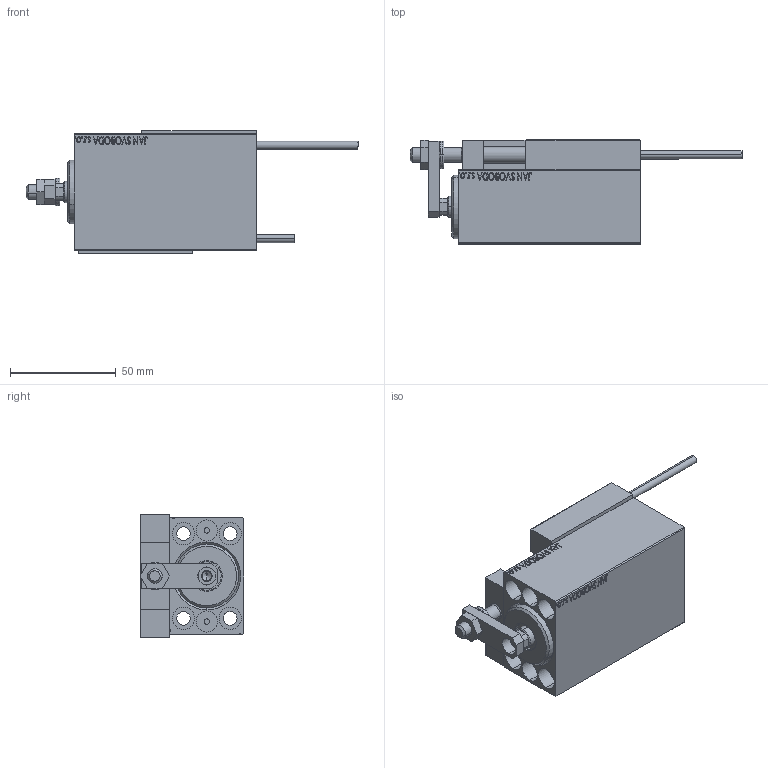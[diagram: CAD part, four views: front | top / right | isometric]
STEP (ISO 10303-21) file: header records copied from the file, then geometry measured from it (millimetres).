
FILE_DESCRIPTION (( 'STEP AP203' ), '1' );
FILE_NAME ('55f7.STEP', '2024-02-12T12:27:01', ( '' ), ( '' ), 'SwSTEP 2.0', 'SolidWorks 2019', '' );
FILE_SCHEMA (( 'CONFIG_CONTROL_DESIGN' ));
Length unit declared in the file: millimetre
Products named in the file (15): 55f7; NUT_D12 e9acdbacd4612be6c1d2c2e8af87bf4e; TYC_L79 e9acdbacd4612be6c1d2c2e8af87bf4e; SWITCH X e9acdbacd4612be6c1d2c2e8af87bf4e; V450CM_C_VCP e9acdbacd4612be6c1d2c2e8af87bf4e; ZARAZKA e9acdbacd4612be6c1d2c2e8af87bf4e; V450CM_C_Body e9acdbacd4612be6c1d2c2e8af87bf4e; SWITCH_X_FRONT_BACK e9acdbacd4612be6c1d2c2e8af87bf4e; ALLEN BOLT D8 e9acdbacd4612be6c1d2c2e8af87bf4e; MAGNET e9acdbacd4612be6c1d2c2e8af87bf4e; ALLEN BOLT D5 e9acdbacd4612be6c1d2c2e8af87bf4e; KONCOVKA e9acdbacd4612be6c1d2c2e8af87bf4e; Block e9acdbacd4612be6c1d2c2e8af87bf4e; V450CM_VC_B e9acdbacd4612be6c1d2c2e8af87bf4e; SWITCH DIM B,W e9acdbacd4612be6c1d2c2e8af87bf4e
Assembly tree (24 placements, depth 3):
  55f7
    V450CM_C_Body e9acdbacd4612be6c1d2c2e8af87bf4e
    SWITCH X e9acdbacd4612be6c1d2c2e8af87bf4e
      SWITCH_X_FRONT_BACK e9acdbacd4612be6c1d2c2e8af87bf4e  x2
      TYC_L79 e9acdbacd4612be6c1d2c2e8af87bf4e
      Block e9acdbacd4612be6c1d2c2e8af87bf4e  x2
      ALLEN BOLT D5 e9acdbacd4612be6c1d2c2e8af87bf4e  x4
      ALLEN BOLT D8 e9acdbacd4612be6c1d2c2e8af87bf4e  x4
      MAGNET e9acdbacd4612be6c1d2c2e8af87bf4e  x2
      KONCOVKA e9acdbacd4612be6c1d2c2e8af87bf4e  x2
    NUT_D12 e9acdbacd4612be6c1d2c2e8af87bf4e
    SWITCH DIM B,W e9acdbacd4612be6c1d2c2e8af87bf4e
    ZARAZKA e9acdbacd4612be6c1d2c2e8af87bf4e
    V450CM_C_VCP e9acdbacd4612be6c1d2c2e8af87bf4e
    V450CM_VC_B e9acdbacd4612be6c1d2c2e8af87bf4e
Bounding box: 156.7 x 49 x 58 mm (x, y, z)
Volume: 188947.7 mm3; surface area: 61455.3 mm2
Topology: 23 solids, 23 shells, 1281 faces, 3062 edges, 1959 vertices
Faces by surface type: plane 561, bspline 380, cylinder 186, cone 106, torus 44, sphere 4
Entity records: 50123 total; most frequent: CARTESIAN_POINT 25899, ORIENTED_EDGE 5144, DIRECTION 3454, EDGE_CURVE 2572, VERTEX_POINT 1683, VECTOR 1482, LINE 1482, EDGE_LOOP 1191
